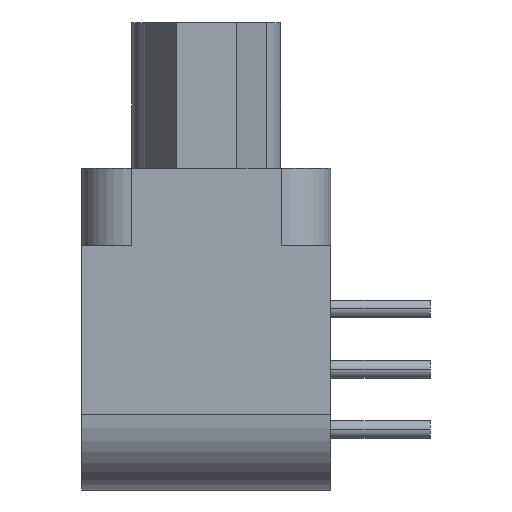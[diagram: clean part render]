
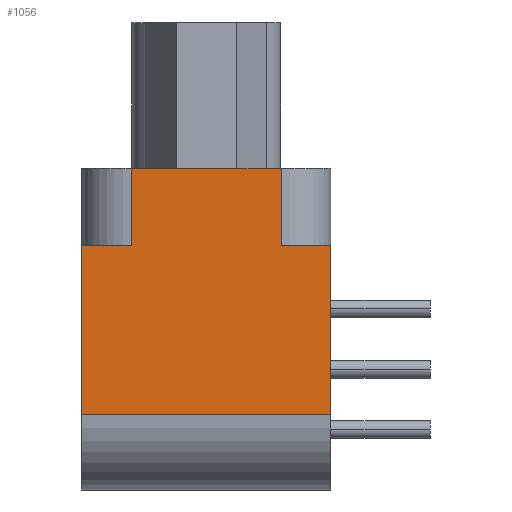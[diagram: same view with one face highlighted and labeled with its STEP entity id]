
A CAD part, left-side view. The second image highlights one B-rep face of the part: STEP entity #1056.
In plain terms, the highlighted planar face has unit normal (-1, 0, 0).
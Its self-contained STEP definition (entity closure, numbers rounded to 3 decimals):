
#1056=ADVANCED_FACE('NONE',(#2309),#2310,.T.);
#2309=FACE_OUTER_BOUND('',#5450,.T.);
#2310=PLANE('',#5451);
#5450=EDGE_LOOP('',(#9167,#9168,#9169,#9170,#9171,#9172,#9173,#9174));
#5451=AXIS2_PLACEMENT_3D('',#9175,#9176,#9177);
#9167=ORIENTED_EDGE('',*,*,#11196,.T.);
#9168=ORIENTED_EDGE('',*,*,#11503,.F.);
#9169=ORIENTED_EDGE('',*,*,#11504,.F.);
#9170=ORIENTED_EDGE('',*,*,#11173,.T.);
#9171=ORIENTED_EDGE('',*,*,#11505,.F.);
#9172=ORIENTED_EDGE('',*,*,#11501,.T.);
#9173=ORIENTED_EDGE('',*,*,#11291,.T.);
#9174=ORIENTED_EDGE('',*,*,#11048,.F.);
#9175=CARTESIAN_POINT('',(-15.005,2.365,-2.44));
#9176=DIRECTION('',(-1.0,0.0,0.0));
#9177=DIRECTION('',(0.0,0.0,1.0));
#11048=EDGE_CURVE('NONE',#12808,#12805,#12810,.T.);
#11173=EDGE_CURVE('NONE',#13028,#13029,#13030,.T.);
#11196=EDGE_CURVE('NONE',#12808,#13059,#13062,.T.);
#11291=EDGE_CURVE('NONE',#13216,#12805,#13217,.T.);
#11501=EDGE_CURVE('NONE',#13496,#13216,#13498,.T.);
#11503=EDGE_CURVE('NONE',#13500,#13059,#13501,.T.);
#11504=EDGE_CURVE('NONE',#13028,#13500,#13502,.T.);
#11505=EDGE_CURVE('NONE',#13496,#13029,#13503,.T.);
#12805=VERTEX_POINT('NONE',#15543);
#12808=VERTEX_POINT('NONE',#15547);
#12810=LINE('',#15549,#15550);
#13028=VERTEX_POINT('NONE',#16491);
#13029=VERTEX_POINT('NONE',#16492);
#13030=LINE('',#16493,#16494);
#13059=VERTEX_POINT('NONE',#16536);
#13062=LINE('',#16539,#16540);
#13216=VERTEX_POINT('NONE',#16941);
#13217=LINE('',#16942,#16943);
#13496=VERTEX_POINT('NONE',#17928);
#13498=LINE('',#17930,#17931);
#13500=VERTEX_POINT('NONE',#17933);
#13501=LINE('',#17934,#17935);
#13502=LINE('',#17936,#17937);
#13503=LINE('',#17938,#17939);
#15543=CARTESIAN_POINT('',(-15.005,-3.935,-2.44));
#15547=CARTESIAN_POINT('',(-15.005,-2.365,-2.44));
#15549=CARTESIAN_POINT('',(-15.005,3.935,-2.44));
#15550=VECTOR('',#20375,1000.0);
#16491=CARTESIAN_POINT('',(-15.005,2.365,-2.44));
#16492=CARTESIAN_POINT('',(-15.005,3.935,-2.44));
#16493=CARTESIAN_POINT('',(-15.005,2.365,-2.44));
#16494=VECTOR('',#20452,1000.0);
#16536=CARTESIAN_POINT('',(-15.005,-2.365,0.0));
#16539=CARTESIAN_POINT('',(-15.005,-2.365,-2.44));
#16540=VECTOR('',#20472,1000.0);
#16941=CARTESIAN_POINT('',(-15.005,-3.935,-7.79));
#16942=CARTESIAN_POINT('',(-15.005,-3.935,-2.44));
#16943=VECTOR('',#20546,1000.0);
#17928=CARTESIAN_POINT('',(-15.005,3.935,-7.79));
#17930=CARTESIAN_POINT('',(-15.005,2.365,-7.79));
#17931=VECTOR('',#20667,1000.0);
#17933=CARTESIAN_POINT('',(-15.005,2.365,0.0));
#17934=CARTESIAN_POINT('',(-15.005,2.365,0.0));
#17935=VECTOR('',#20668,1000.0);
#17936=CARTESIAN_POINT('',(-15.005,2.365,-2.44));
#17937=VECTOR('',#20669,1000.0);
#17938=CARTESIAN_POINT('',(-15.005,3.935,-2.44));
#17939=VECTOR('',#20670,1000.0);
#20375=DIRECTION('',(0.0,-1.0,-0.0));
#20452=DIRECTION('',(0.0,1.0,-0.0));
#20472=DIRECTION('',(0.0,0.0,1.0));
#20546=DIRECTION('',(0.0,0.0,1.0));
#20667=DIRECTION('',(-0.0,-1.0,0.0));
#20668=DIRECTION('',(0.0,-1.0,-0.0));
#20669=DIRECTION('',(0.0,0.0,1.0));
#20670=DIRECTION('',(0.0,0.0,1.0));
